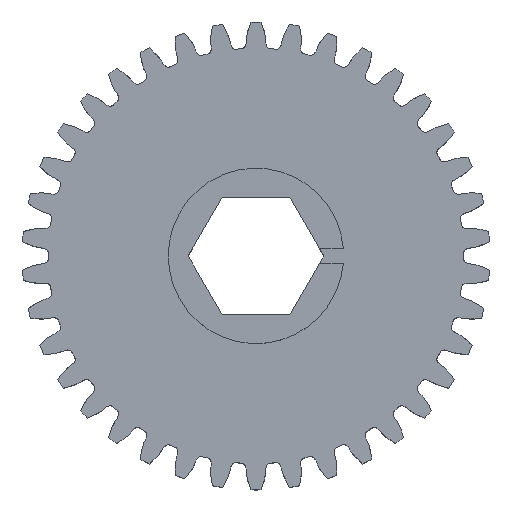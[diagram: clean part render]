
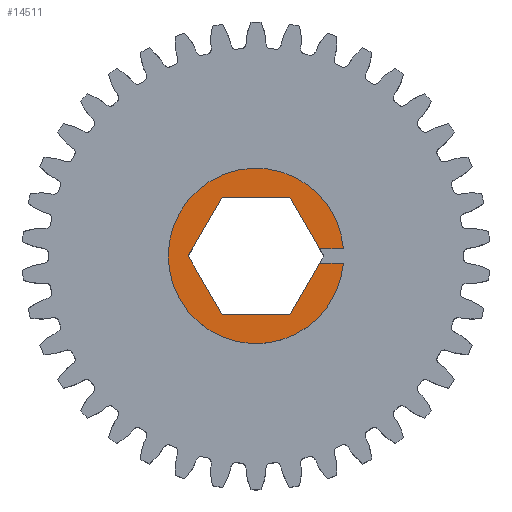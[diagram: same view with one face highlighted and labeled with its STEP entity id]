
A CAD part, top view. The second image highlights one B-rep face of the part: STEP entity #14511.
In plain terms, the highlighted planar face has unit normal (0, 0, 1).
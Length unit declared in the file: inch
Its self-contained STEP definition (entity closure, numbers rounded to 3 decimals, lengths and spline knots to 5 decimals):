
#95 = VERTEX_POINT ( 'NONE', #7646 ) ;
#319 = VECTOR ( 'NONE', #10299, 39.37008 ) ;
#404 = VERTEX_POINT ( 'NONE', #11550 ) ;
#411 = EDGE_CURVE ( 'NONE', #7330, #6783, #6881, .T. ) ;
#631 = FACE_OUTER_BOUND ( 'NONE', #3776, .T. ) ;
#637 = LINE ( 'NONE', #7640, #11043 ) ;
#672 = LINE ( 'NONE', #7226, #5139 ) ;
#677 = EDGE_CURVE ( 'NONE', #6783, #10516, #11809, .T. ) ;
#814 = AXIS2_PLACEMENT_3D ( 'NONE', #1433, #14088, #12971 ) ;
#853 = PLANE ( 'NONE',  #7287 ) ;
#1433 = CARTESIAN_POINT ( 'NONE',  ( 0., 0., 0.249 ) ) ;
#1533 = ORIENTED_EDGE ( 'NONE', *, *, #677, .F. ) ;
#1559 = ORIENTED_EDGE ( 'NONE', *, *, #8782, .F. ) ;
#1745 = DIRECTION ( 'NONE',  ( 0., 0., 1. ) ) ;
#1763 = CARTESIAN_POINT ( 'NONE',  ( 0.28983, 0., 0.249 ) ) ;
#1769 = EDGE_CURVE ( 'NONE', #9163, #8385, #5282, .T. ) ;
#1850 = DIRECTION ( 'NONE',  ( 1., 0., 0. ) ) ;
#2697 = CARTESIAN_POINT ( 'NONE',  ( 0.27179, 0.03125, 0.249 ) ) ;
#2832 = DIRECTION ( 'NONE',  ( 0.5, 0.866, 0. ) ) ;
#3020 = CARTESIAN_POINT ( 'NONE',  ( 0., 0., 0.249 ) ) ;
#3057 = EDGE_CURVE ( 'NONE', #404, #13204, #11997, .T. ) ;
#3138 = VERTEX_POINT ( 'NONE', #5523 ) ;
#3243 = ORIENTED_EDGE ( 'NONE', *, *, #12692, .F. ) ;
#3355 = ORIENTED_EDGE ( 'NONE', *, *, #1769, .F. ) ;
#3770 = EDGE_CURVE ( 'NONE', #7330, #3138, #7232, .T. ) ;
#3776 = EDGE_LOOP ( 'NONE', ( #6979, #13035, #5858, #3997, #3243, #3355, #11837, #1559, #4048, #1533 ) ) ;
#3997 = ORIENTED_EDGE ( 'NONE', *, *, #3057, .F. ) ;
#4048 = ORIENTED_EDGE ( 'NONE', *, *, #7687, .F. ) ;
#4218 = DIRECTION ( 'NONE',  ( 0., 0., 1. ) ) ;
#5139 = VECTOR ( 'NONE', #2832, 39.37008 ) ;
#5282 = LINE ( 'NONE', #5357, #8665 ) ;
#5357 = CARTESIAN_POINT ( 'NONE',  ( -0.14491, -0.251, 0.249 ) ) ;
#5434 = LINE ( 'NONE', #10121, #8455 ) ;
#5523 = CARTESIAN_POINT ( 'NONE',  ( -0.375, 0., 0.249 ) ) ;
#5663 = CARTESIAN_POINT ( 'NONE',  ( 0.14491, 0.251, 0.249 ) ) ;
#5858 = ORIENTED_EDGE ( 'NONE', *, *, #13335, .T. ) ;
#5874 = AXIS2_PLACEMENT_3D ( 'NONE', #7642, #4218, #10980 ) ;
#6055 = EDGE_CURVE ( 'NONE', #95, #9163, #637, .T. ) ;
#6154 = CARTESIAN_POINT ( 'NONE',  ( -0.14491, -0.251, 0.249 ) ) ;
#6229 = CARTESIAN_POINT ( 'NONE',  ( 0.3737, 0.03125, 0.249 ) ) ;
#6444 = CARTESIAN_POINT ( 'NONE',  ( 0.14491, -0.251, 0.249 ) ) ;
#6783 = VERTEX_POINT ( 'NONE', #2697 ) ;
#6881 = LINE ( 'NONE', #9035, #319 ) ;
#6979 = ORIENTED_EDGE ( 'NONE', *, *, #411, .F. ) ;
#7226 = CARTESIAN_POINT ( 'NONE',  ( 0.14491, -0.251, 0.249 ) ) ;
#7232 = CIRCLE ( 'NONE', #814, 0.375 ) ;
#7287 = AXIS2_PLACEMENT_3D ( 'NONE', #3020, #1745, #12098 ) ;
#7330 = VERTEX_POINT ( 'NONE', #6229 ) ;
#7640 = CARTESIAN_POINT ( 'NONE',  ( -0.28983, 0., 0.249 ) ) ;
#7642 = CARTESIAN_POINT ( 'NONE',  ( 0., 0., 0.249 ) ) ;
#7646 = CARTESIAN_POINT ( 'NONE',  ( -0.28983, 0., 0.249 ) ) ;
#7687 = EDGE_CURVE ( 'NONE', #10516, #13857, #10050, .T. ) ;
#8385 = VERTEX_POINT ( 'NONE', #6444 ) ;
#8455 = VECTOR ( 'NONE', #12346, 39.37008 ) ;
#8606 = DIRECTION ( 'NONE',  ( 0.5, -0.866, 0. ) ) ;
#8665 = VECTOR ( 'NONE', #1850, 39.37008 ) ;
#8782 = EDGE_CURVE ( 'NONE', #13857, #95, #5434, .T. ) ;
#9035 = CARTESIAN_POINT ( 'NONE',  ( 0.15846, 0.03125, 0.249 ) ) ;
#9130 = VECTOR ( 'NONE', #14273, 39.37008 ) ;
#9163 = VERTEX_POINT ( 'NONE', #6154 ) ;
#9947 = CARTESIAN_POINT ( 'NONE',  ( -0.14491, 0.251, 0.249 ) ) ;
#10050 = LINE ( 'NONE', #5663, #14147 ) ;
#10121 = CARTESIAN_POINT ( 'NONE',  ( -0.14491, 0.251, 0.249 ) ) ;
#10299 = DIRECTION ( 'NONE',  ( -1., 0., 0. ) ) ;
#10516 = VERTEX_POINT ( 'NONE', #13588 ) ;
#10980 = DIRECTION ( 'NONE',  ( 1., 0., 0. ) ) ;
#11019 = CARTESIAN_POINT ( 'NONE',  ( 0.15846, -0.03125, 0.249 ) ) ;
#11043 = VECTOR ( 'NONE', #8606, 39.37008 ) ;
#11081 = CIRCLE ( 'NONE', #5874, 0.375 ) ;
#11550 = CARTESIAN_POINT ( 'NONE',  ( 0.27179, -0.03125, 0.249 ) ) ;
#11809 = LINE ( 'NONE', #1763, #9130 ) ;
#11837 = ORIENTED_EDGE ( 'NONE', *, *, #6055, .F. ) ;
#11997 = LINE ( 'NONE', #11019, #12227 ) ;
#12098 = DIRECTION ( 'NONE',  ( 1., 0., 0. ) ) ;
#12227 = VECTOR ( 'NONE', #13337, 39.37008 ) ;
#12346 = DIRECTION ( 'NONE',  ( -0.5, -0.866, 0. ) ) ;
#12356 = DIRECTION ( 'NONE',  ( -1., 0., 0. ) ) ;
#12692 = EDGE_CURVE ( 'NONE', #8385, #404, #672, .T. ) ;
#12971 = DIRECTION ( 'NONE',  ( 1., 0., 0. ) ) ;
#13035 = ORIENTED_EDGE ( 'NONE', *, *, #3770, .T. ) ;
#13204 = VERTEX_POINT ( 'NONE', #14039 ) ;
#13335 = EDGE_CURVE ( 'NONE', #3138, #13204, #11081, .T. ) ;
#13337 = DIRECTION ( 'NONE',  ( 1., 0., 0. ) ) ;
#13588 = CARTESIAN_POINT ( 'NONE',  ( 0.14491, 0.251, 0.249 ) ) ;
#13857 = VERTEX_POINT ( 'NONE', #9947 ) ;
#14039 = CARTESIAN_POINT ( 'NONE',  ( 0.3737, -0.03125, 0.249 ) ) ;
#14088 = DIRECTION ( 'NONE',  ( 0., 0., 1. ) ) ;
#14147 = VECTOR ( 'NONE', #12356, 39.37008 ) ;
#14273 = DIRECTION ( 'NONE',  ( -0.5, 0.866, 0. ) ) ;
#14511 = ADVANCED_FACE ( 'NONE', ( #631 ), #853, .T. ) ;
